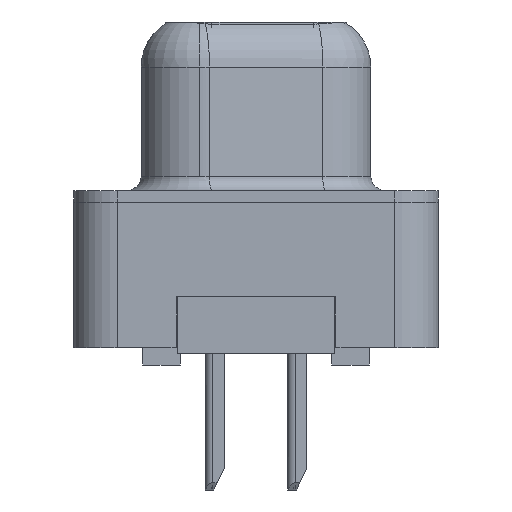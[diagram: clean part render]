
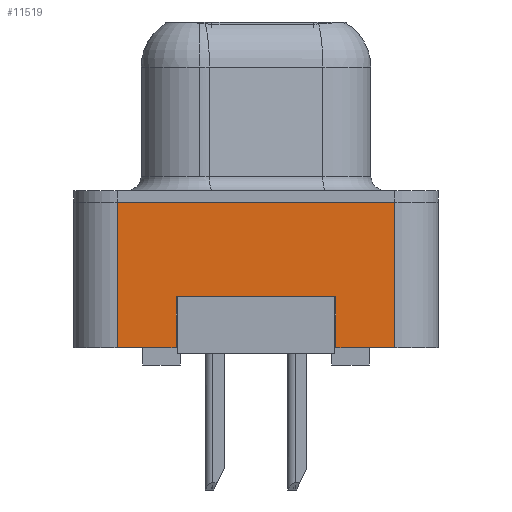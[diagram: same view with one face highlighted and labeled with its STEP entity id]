
A CAD part, left-side view. The second image highlights one B-rep face of the part: STEP entity #11519.
In plain terms, the highlighted planar face has unit normal (-1, 0, 0).
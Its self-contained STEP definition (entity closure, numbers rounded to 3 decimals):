
#468 = EDGE_CURVE ( 'NONE', #11242, #10650, #7645, .T. ) ;
#713 = CARTESIAN_POINT ( 'NONE',  ( -2.945, 2.75, -3.25 ) ) ;
#781 = VECTOR ( 'NONE', #2358, 1000. ) ;
#790 = CARTESIAN_POINT ( 'NONE',  ( -2.945, -2.75, -5. ) ) ;
#2241 = VECTOR ( 'NONE', #7217, 1000. ) ;
#2358 = DIRECTION ( 'NONE',  ( 0., 1., 0. ) ) ;
#2494 = CARTESIAN_POINT ( 'NONE',  ( -2.945, -4.775, -5. ) ) ;
#2623 = LINE ( 'NONE', #10802, #14744 ) ;
#3095 = CARTESIAN_POINT ( 'NONE',  ( -2.945, -4.775, -5. ) ) ;
#3323 = DIRECTION ( 'NONE',  ( 0., -1., 0. ) ) ;
#3787 = VECTOR ( 'NONE', #10765, 1000. ) ;
#3842 = ORIENTED_EDGE ( 'NONE', *, *, #6352, .F. ) ;
#4846 = EDGE_CURVE ( 'NONE', #10650, #13682, #17209, .T. ) ;
#5299 = VERTEX_POINT ( 'NONE', #5402 ) ;
#5375 = LINE ( 'NONE', #15250, #2241 ) ;
#5402 = CARTESIAN_POINT ( 'NONE',  ( -2.945, -2.75, -3.25 ) ) ;
#5474 = VERTEX_POINT ( 'NONE', #7089 ) ;
#5677 = PLANE ( 'NONE',  #14745 ) ;
#6155 = VERTEX_POINT ( 'NONE', #15591 ) ;
#6317 = DIRECTION ( 'NONE',  ( 0., -1., 0. ) ) ;
#6352 = EDGE_CURVE ( 'NONE', #6969, #5474, #9160, .T. ) ;
#6746 = DIRECTION ( 'NONE',  ( -1., 0., 0. ) ) ;
#6969 = VERTEX_POINT ( 'NONE', #16701 ) ;
#7089 = CARTESIAN_POINT ( 'NONE',  ( -2.945, 4.775, 0. ) ) ;
#7217 = DIRECTION ( 'NONE',  ( 0., 0., -1. ) ) ;
#7524 = DIRECTION ( 'NONE',  ( 0., -1., 0. ) ) ;
#7645 = LINE ( 'NONE', #2494, #10243 ) ;
#8080 = CARTESIAN_POINT ( 'NONE',  ( -2.945, 4.775, -5. ) ) ;
#8665 = CARTESIAN_POINT ( 'NONE',  ( -2.945, -4.775, -5. ) ) ;
#8865 = CARTESIAN_POINT ( 'NONE',  ( -2.945, -4.775, 0. ) ) ;
#8956 = LINE ( 'NONE', #8865, #11036 ) ;
#9118 = LINE ( 'NONE', #14575, #781 ) ;
#9160 = LINE ( 'NONE', #8080, #3787 ) ;
#10243 = VECTOR ( 'NONE', #6317, 1000. ) ;
#10650 = VERTEX_POINT ( 'NONE', #16170 ) ;
#10751 = ORIENTED_EDGE ( 'NONE', *, *, #12968, .F. ) ;
#10765 = DIRECTION ( 'NONE',  ( 0., 0., 1. ) ) ;
#10799 = EDGE_CURVE ( 'NONE', #5299, #12579, #9118, .T. ) ;
#10802 = CARTESIAN_POINT ( 'NONE',  ( -2.945, -2.75, -3.25 ) ) ;
#11036 = VECTOR ( 'NONE', #7524, 1000. ) ;
#11106 = FACE_OUTER_BOUND ( 'NONE', #14476, .T. ) ;
#11242 = VERTEX_POINT ( 'NONE', #790 ) ;
#11519 = ADVANCED_FACE ( 'NONE', ( #11106 ), #5677, .T. ) ;
#11757 = ORIENTED_EDGE ( 'NONE', *, *, #12469, .F. ) ;
#12026 = EDGE_CURVE ( 'NONE', #6969, #6155, #15458, .T. ) ;
#12197 = DIRECTION ( 'NONE',  ( 0., 0., 1. ) ) ;
#12469 = EDGE_CURVE ( 'NONE', #12579, #6155, #5375, .T. ) ;
#12579 = VERTEX_POINT ( 'NONE', #713 ) ;
#12968 = EDGE_CURVE ( 'NONE', #5474, #13682, #8956, .T. ) ;
#13663 = DIRECTION ( 'NONE',  ( 0., 0., -1. ) ) ;
#13682 = VERTEX_POINT ( 'NONE', #14477 ) ;
#13805 = EDGE_CURVE ( 'NONE', #5299, #11242, #2623, .T. ) ;
#13871 = DIRECTION ( 'NONE',  ( 0., 0., 1. ) ) ;
#14476 = EDGE_LOOP ( 'NONE', ( #16804, #15907, #15673, #10751, #3842, #15882, #11757, #16584 ) ) ;
#14477 = CARTESIAN_POINT ( 'NONE',  ( -2.945, -4.775, 0. ) ) ;
#14575 = CARTESIAN_POINT ( 'NONE',  ( -2.945, 2.75, -3.25 ) ) ;
#14744 = VECTOR ( 'NONE', #13663, 1000. ) ;
#14745 = AXIS2_PLACEMENT_3D ( 'NONE', #3095, #6746, #13871 ) ;
#15250 = CARTESIAN_POINT ( 'NONE',  ( -2.945, 2.75, -3.25 ) ) ;
#15458 = LINE ( 'NONE', #8665, #17042 ) ;
#15591 = CARTESIAN_POINT ( 'NONE',  ( -2.945, 2.75, -5. ) ) ;
#15673 = ORIENTED_EDGE ( 'NONE', *, *, #4846, .T. ) ;
#15706 = VECTOR ( 'NONE', #12197, 1000. ) ;
#15867 = CARTESIAN_POINT ( 'NONE',  ( -2.945, -4.775, -5. ) ) ;
#15882 = ORIENTED_EDGE ( 'NONE', *, *, #12026, .T. ) ;
#15907 = ORIENTED_EDGE ( 'NONE', *, *, #468, .T. ) ;
#16170 = CARTESIAN_POINT ( 'NONE',  ( -2.945, -4.775, -5. ) ) ;
#16584 = ORIENTED_EDGE ( 'NONE', *, *, #10799, .F. ) ;
#16701 = CARTESIAN_POINT ( 'NONE',  ( -2.945, 4.775, -5. ) ) ;
#16804 = ORIENTED_EDGE ( 'NONE', *, *, #13805, .T. ) ;
#17042 = VECTOR ( 'NONE', #3323, 1000. ) ;
#17209 = LINE ( 'NONE', #15867, #15706 ) ;
